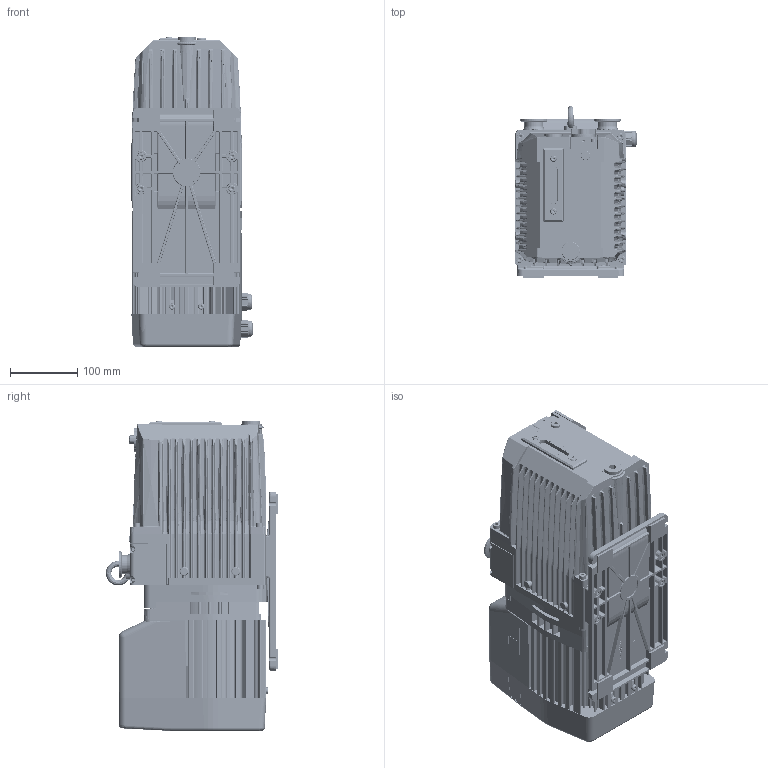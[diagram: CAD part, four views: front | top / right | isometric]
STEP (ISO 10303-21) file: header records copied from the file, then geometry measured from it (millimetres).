
FILE_DESCRIPTION(/* description */ (''),/* implementation_level */ '2;1');
FILE_NAME(/* name */ 'PK D940 020 14.stp',/* time_stamp */ '2024-11-11T12:38:19+01:00',/* author */ ('dennis.funk'),/* organization */ (''),/* preprocessor_version */ 'ST-DEVELOPER v18.1',/* originating_system */ 'Autodesk Inventor 2021',/* authorisation */ '');
FILE_SCHEMA (('AUTOMOTIVE_DESIGN { 1 0 10303 214 3 1 1 }'));
Products named in the file (1): PK 902 680_SW
Bounding box: 180 x 255.6 x 461.1 mm (x, y, z)
Volume: 13140706.9 mm3; surface area: 732165.7 mm2
Topology: 1 solids, 26 shells, 6343 faces, 16701 edges, 10516 vertices
Faces by surface type: plane 2834, cylinder 1856, bspline 1075, cone 216, sphere 203, torus 159
Full cylindrical faces by diameter (mm): 0.78 x1, 0.8 x1, 1.6 x1, 4 x4, 4.134 x2, 4.2 x1, 4.917 x6, 5 x1, 6 x6, 6.6 x2, 7 x2, 8 x3, 8.128 x1, 8.528 x1, 8.566 x1, 9 x1, 9.15 x4, 9.8 x1, 10 x16, 10.2 x1, 11 x4, 11.8 x2, 12.3 x1, 12.5 x4, 14 x2, 15 x2, 16 x1, 18 x8, 18.655 x2, 19.055 x2
Entity records: 312789 total; most frequent: CARTESIAN_POINT 158144, ORIENTED_EDGE 33232, DIRECTION 27434, EDGE_CURVE 16616, VERTEX_POINT 10510, AXIS2_PLACEMENT_3D 9482, LINE 8470, VECTOR 8470
